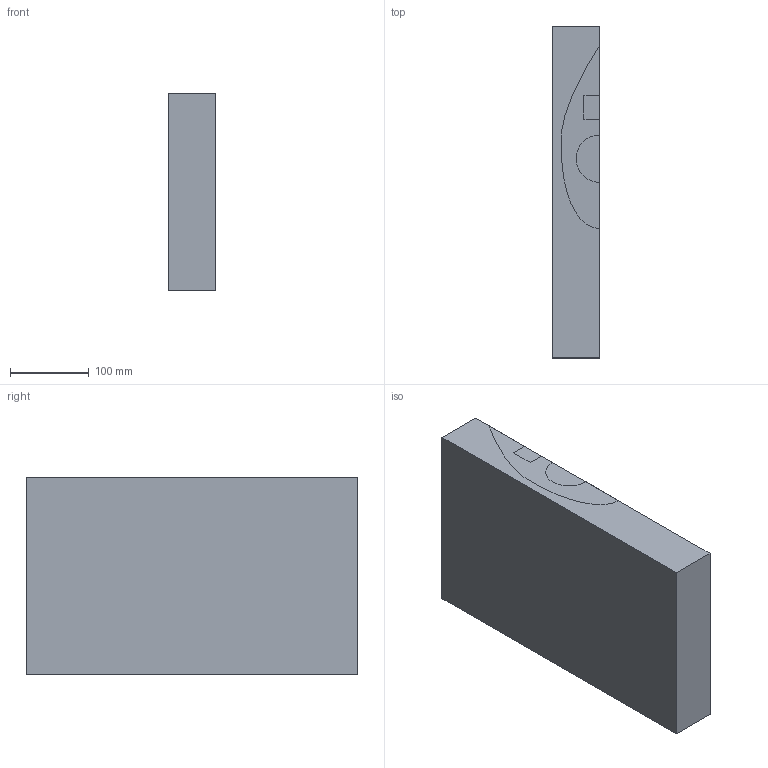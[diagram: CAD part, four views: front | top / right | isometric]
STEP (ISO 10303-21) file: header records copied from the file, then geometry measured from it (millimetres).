
FILE_DESCRIPTION(/* description */ (''),/* implementation_level */ '2;1');
FILE_NAME(/* name */ 'maedaDown v3.step',/* time_stamp */ '2024-03-26T11:16:18+09:00',/* author */ (''),/* organization */ (''),/* preprocessor_version */ 'ST-DEVELOPER v20',/* originating_system */ 'Autodesk Translation Framework v12.20.1.177',/* authorisation */ '');
FILE_SCHEMA (('AUTOMOTIVE_DESIGN { 1 0 10303 214 3 1 1 }'));
Length unit declared in the file: millimetre
Products named in the file (1): maedaDown
Bounding box: 60 x 420 x 250 mm (x, y, z)
Surface area: 392046.1 mm2
Topology: 2 solids, 2 shells, 17 faces, 39 edges, 26 vertices
Faces by surface type: plane 14, bspline 2, cylinder 1
Entity records: 3900 total; most frequent: CARTESIAN_POINT 3511, ORIENTED_EDGE 78, DIRECTION 59, EDGE_CURVE 39, VERTEX_POINT 26, LINE 25, VECTOR 25, FACE_OUTER_BOUND 17
